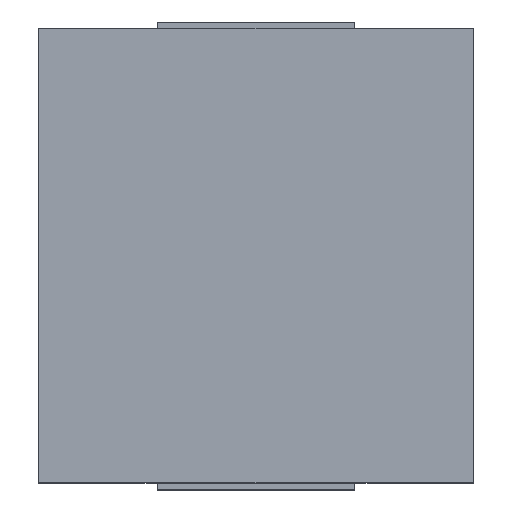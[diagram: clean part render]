
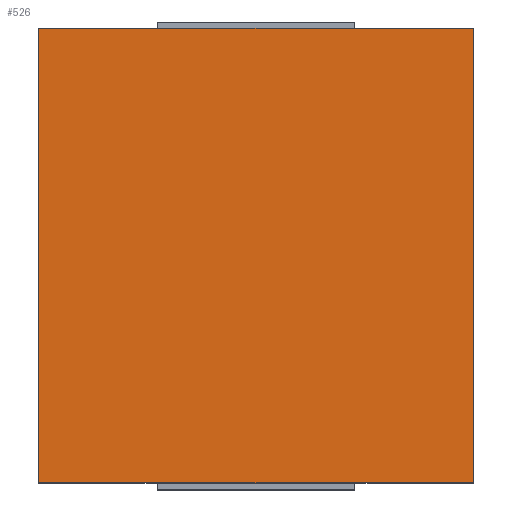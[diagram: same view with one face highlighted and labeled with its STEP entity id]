
A CAD part, top view. The second image highlights one B-rep face of the part: STEP entity #526.
In plain terms, the highlighted planar face has unit normal (0, 0, 1).
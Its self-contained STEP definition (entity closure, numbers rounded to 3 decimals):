
#40=FACE_OUTER_BOUND('',#66,.T.);
#66=EDGE_LOOP('',(#471,#472,#473,#474));
#80=LINE('',#723,#152);
#98=LINE('',#760,#170);
#137=LINE('',#836,#209);
#138=LINE('',#838,#210);
#152=VECTOR('',#588,10.);
#170=VECTOR('',#612,10.);
#209=VECTOR('',#687,10.);
#210=VECTOR('',#690,10.);
#222=VERTEX_POINT('',#720);
#223=VERTEX_POINT('',#722);
#238=VERTEX_POINT('',#757);
#239=VERTEX_POINT('',#759);
#272=EDGE_CURVE('',#223,#222,#80,.T.);
#290=EDGE_CURVE('',#239,#238,#98,.T.);
#329=EDGE_CURVE('',#222,#239,#137,.T.);
#330=EDGE_CURVE('',#238,#223,#138,.T.);
#471=ORIENTED_EDGE('',*,*,#290,.T.);
#472=ORIENTED_EDGE('',*,*,#330,.T.);
#473=ORIENTED_EDGE('',*,*,#272,.T.);
#474=ORIENTED_EDGE('',*,*,#329,.T.);
#500=PLANE('',#566);
#526=ADVANCED_FACE('',(#40),#500,.T.);
#566=AXIS2_PLACEMENT_3D('',#839,#691,#692);
#588=DIRECTION('',(1.,0.,0.));
#612=DIRECTION('',(-1.,0.,0.));
#687=DIRECTION('',(0.,1.,0.));
#690=DIRECTION('',(0.,-1.,0.));
#691=DIRECTION('center_axis',(0.,0.,1.));
#692=DIRECTION('ref_axis',(1.,0.,0.));
#720=CARTESIAN_POINT('',(3.3,-3.45,4.));
#722=CARTESIAN_POINT('',(-3.3,-3.45,4.));
#723=CARTESIAN_POINT('',(3.3,-3.45,4.));
#757=CARTESIAN_POINT('',(-3.3,3.45,4.));
#759=CARTESIAN_POINT('',(3.3,3.45,4.));
#760=CARTESIAN_POINT('',(-3.3,3.45,4.));
#836=CARTESIAN_POINT('',(3.3,3.45,4.));
#838=CARTESIAN_POINT('',(-3.3,-3.45,4.));
#839=CARTESIAN_POINT('Origin',(0.,0.,4.));
